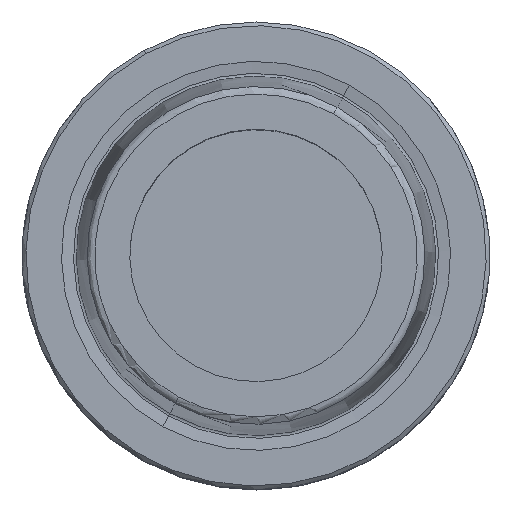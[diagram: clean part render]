
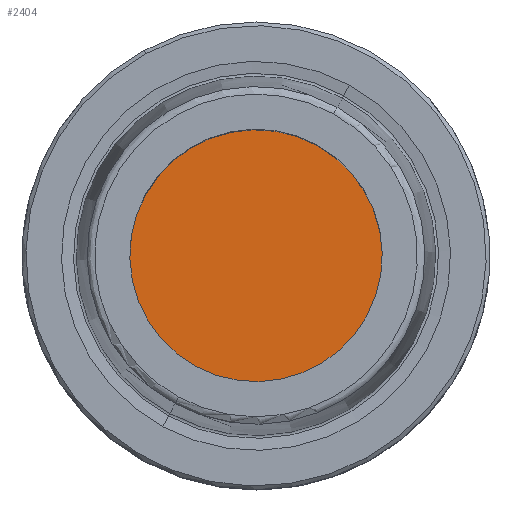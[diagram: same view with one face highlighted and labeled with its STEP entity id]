
A CAD part, top view. The second image highlights one B-rep face of the part: STEP entity #2404.
In plain terms, the highlighted planar face has unit normal (0, 0, 1).
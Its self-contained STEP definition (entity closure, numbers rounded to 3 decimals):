
#2384=AXIS2_PLACEMENT_3D('Plane Axis2P3D',#2381,#2382,#2383) ;
#2388=AXIS2_PLACEMENT_3D('Circle Axis2P3D',#2386,#2387,$) ;
#2397=AXIS2_PLACEMENT_3D('Circle Axis2P3D',#2395,#2396,$) ;
#2381=CARTESIAN_POINT('Axis2P3D Location',(0.,0.,-10.)) ;
#2386=CARTESIAN_POINT('Axis2P3D Location',(0.,0.,-10.)) ;
#2390=CARTESIAN_POINT('Vertex',(-8.15,-14.919,-10.)) ;
#2392=CARTESIAN_POINT('Vertex',(8.15,14.919,-10.)) ;
#2395=CARTESIAN_POINT('Axis2P3D Location',(0.,0.,-10.)) ;
#2382=DIRECTION('Axis2P3D Direction',(0.,0.,1.)) ;
#2383=DIRECTION('Axis2P3D XDirection',(1.,0.,0.)) ;
#2387=DIRECTION('Axis2P3D Direction',(0.,0.,1.)) ;
#2396=DIRECTION('Axis2P3D Direction',(0.,0.,1.)) ;
#2401=ORIENTED_EDGE('',*,*,#2394,.T.) ;
#2402=ORIENTED_EDGE('',*,*,#2399,.T.) ;
#2404=ADVANCED_FACE('NOCUT',(#2403),#2385,.T.) ;
#2389=CIRCLE('generated circle',#2388,17.) ;
#2398=CIRCLE('generated circle',#2397,17.) ;
#2394=EDGE_CURVE('',#2391,#2393,#2389,.T.) ;
#2399=EDGE_CURVE('',#2393,#2391,#2398,.T.) ;
#2400=EDGE_LOOP('',(#2401,#2402)) ;
#2403=FACE_OUTER_BOUND('',#2400,.T.) ;
#2385=PLANE('',#2384) ;
#2391=VERTEX_POINT('',#2390) ;
#2393=VERTEX_POINT('',#2392) ;
